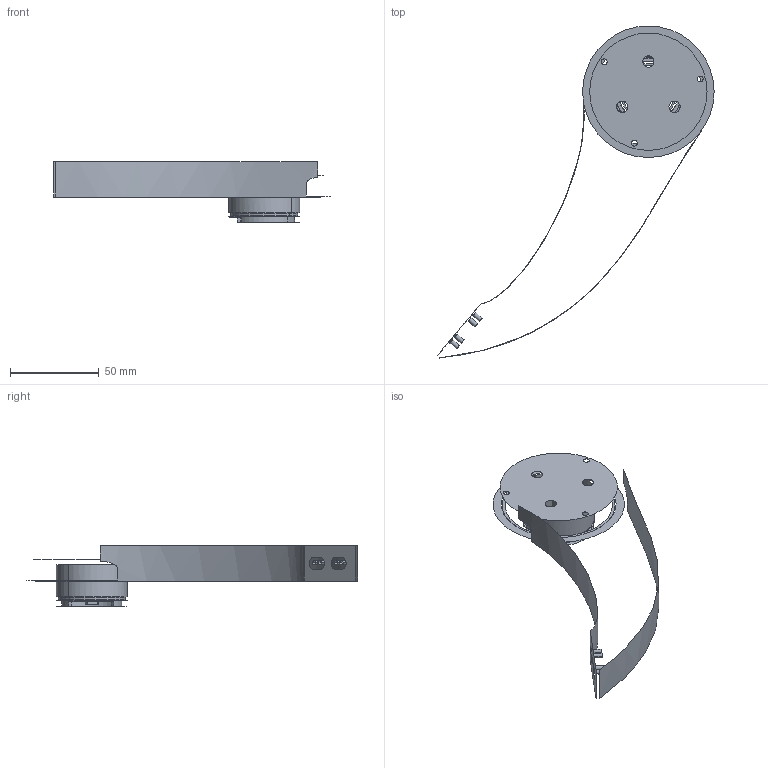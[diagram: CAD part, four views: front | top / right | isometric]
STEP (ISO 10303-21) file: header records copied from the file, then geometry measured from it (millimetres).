
FILE_DESCRIPTION(('CATIA V5 STEP Exchange'),'2;1');
FILE_NAME('OldFI.stp','2018-06-21T20:27:33+00:00',('none'),('none'),'Version 5-6 Release 2013','CATIA V5 STEP AP203','none');
FILE_SCHEMA(('CONFIG_CONTROL_DESIGN'));
Length unit declared in the file: millimetre
Products named in the file (1): PEDAL ONE-STEP
Assembly tree (1 placements, depth 2):
  PEDAL ONE-STEP
    #58
Bounding box: 155.44 x 186.77 x 34.31 mm (x, y, z)
Surface area: 16796.1 mm2 (no closed solid volume)
Topology: 0 solids, 31 shells, 31 faces, 173 edges, 173 vertices
Faces by surface type: cylinder 16, plane 13, bspline 2
Entity records: 2156 total; most frequent: CARTESIAN_POINT 833, DIRECTION 196, ORIENTED_EDGE 173, EDGE_CURVE 173, VERTEX_POINT 173, AXIS2_PLACEMENT_3D 95, VECTOR 70, LINE 70
